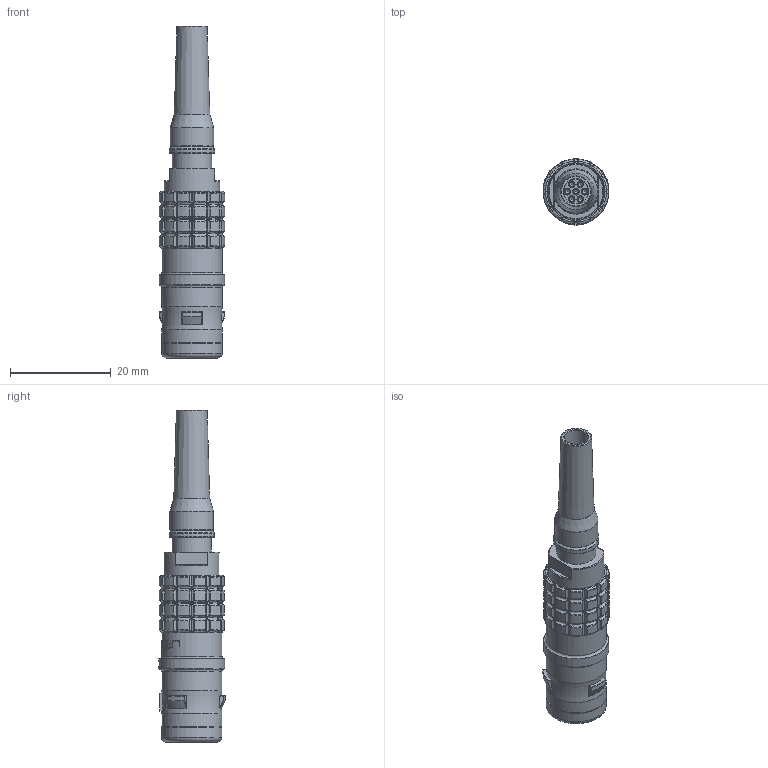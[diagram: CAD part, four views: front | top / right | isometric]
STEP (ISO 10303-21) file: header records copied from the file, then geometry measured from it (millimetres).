
FILE_DESCRIPTION(/* description */ ('7 PIN LEMO CONNECTOR FOR TRIAXIAL STYLE SENSORS, INPUT TO CHAN#1, CHAN#2, CHAN#3, AND X,Y,Z FORMAT, ONLY. FOR USE WITH VB6 AND '),/* implementation_level */ '2;1');
FILE_NAME(/* name */ 'C416.stp',/* time_stamp */ '2020-05-01T15:09:17-04:00',/* author */ ('lcup'),/* organization */ (''),/* preprocessor_version */ 'ST-DEVELOPER v18',/* originating_system */ 'Autodesk Inventor 2020',/* authorisation */ '');
FILE_SCHEMA (('AUTOMOTIVE_DESIGN { 1 0 10303 214 3 1 1 }'));
Products named in the file (10): C416; CBP10019; CBP10019, CASE; CBP10019, CAP; CBP10019, GRIP; CBP10019, GRIP-SLOTTED; CBP10019, PIN HOLDER; CBP10019, PIN - SHORT; CBP10019, PIN - LONG; CBP10301
Assembly tree (14 placements, depth 3):
  C416
    CBP10019
      CBP10019, CASE
      CBP10019, CAP
      CBP10019, GRIP
      CBP10019, GRIP-SLOTTED
      CBP10019, PIN HOLDER
      CBP10019, PIN - SHORT  x6
      CBP10019, PIN - LONG
    CBP10301
Bounding box: 13 x 13.11 x 65.83 mm (x, y, z)
Volume: 3732.6 mm3; surface area: 6815.9 mm2
Topology: 13 solids, 13 shells, 2024 faces, 4835 edges, 2582 vertices
Faces by surface type: bspline 670, cylinder 578, torus 384, plane 174, sphere 168, cone 50
Full cylindrical faces by diameter (mm): 0.673 x7, 0.889 x7, 1.27 x14, 4.775 x1, 5.855 x2, 6.096 x2, 6.985 x1, 7.112 x2, 7.798 x1, 7.976 x1, 8.077 x1, 8.636 x1, 8.89 x1, 8.992 x1, 10.986 x1, 11.43 x1, 11.481 x1, 11.989 x4, 13.005 x1
Entity records: 98067 total; most frequent: CARTESIAN_POINT 58392, ORIENTED_EDGE 8420, DIRECTION 7299, EDGE_CURVE 4210, AXIS2_PLACEMENT_3D 3223, VERTEX_POINT 2402, EDGE_LOOP 1966, CIRCLE 1954
